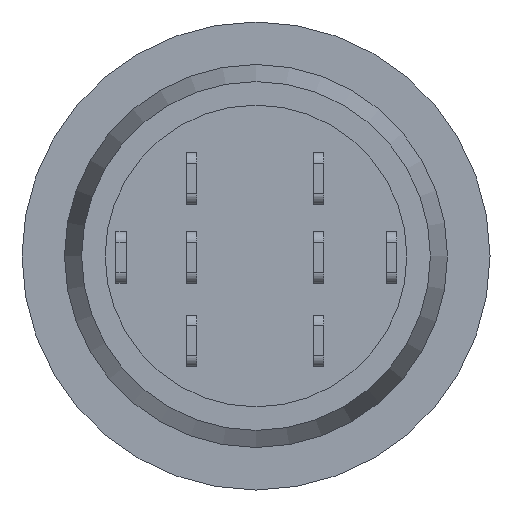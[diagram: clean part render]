
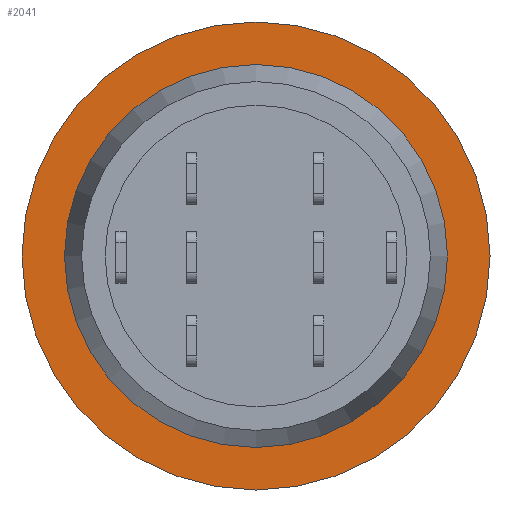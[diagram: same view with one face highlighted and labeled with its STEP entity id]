
A CAD part, front view. The second image highlights one B-rep face of the part: STEP entity #2041.
In plain terms, the highlighted planar face has unit normal (0, -1, 0).
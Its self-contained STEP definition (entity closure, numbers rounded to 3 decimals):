
#1843=CARTESIAN_POINT('',(9.0,0.,0.));
#1844=VERTEX_POINT('',#1843);
#1845=CARTESIAN_POINT('',(0.0,0.0,0.0));
#1846=DIRECTION('',(0.0,1.0,0.0));
#1847=DIRECTION('',(-1.0,0.0,0.0));
#1848=AXIS2_PLACEMENT_3D('',#1845,#1846,#1847);
#1849=CIRCLE('',#1848,9.0);
#1850=EDGE_CURVE('',#1844,#1844,#1849,.T.);
#1983=CARTESIAN_POINT('',(-11.0,0.0,0.));
#1984=VERTEX_POINT('',#1983);
#1985=CARTESIAN_POINT('',(0.0,0.0,0.0));
#1986=DIRECTION('',(0.0,-1.0,0.0));
#1987=DIRECTION('',(1.0,0.0,0.0));
#1988=AXIS2_PLACEMENT_3D('',#1985,#1986,#1987);
#1989=CIRCLE('',#1988,11.0);
#1990=EDGE_CURVE('',#1984,#1984,#1989,.T.);
#2030=CARTESIAN_POINT('',(0.,0.0,0.));
#2031=DIRECTION('',(0.0,1.0,0.0));
#2032=DIRECTION('',(0.0,0.0,1.0));
#2033=AXIS2_PLACEMENT_3D('',#2030,#2031,#2032);
#2034=PLANE('',#2033);
#2035=ORIENTED_EDGE('',*,*,#1990,.T.);
#2036=EDGE_LOOP('',(#2035));
#2037=FACE_OUTER_BOUND('',#2036,.T.);
#2038=ORIENTED_EDGE('',*,*,#1850,.T.);
#2039=EDGE_LOOP('',(#2038));
#2040=FACE_BOUND('',#2039,.T.);
#2041=ADVANCED_FACE('',(#2037,#2040),#2034,.F.);
